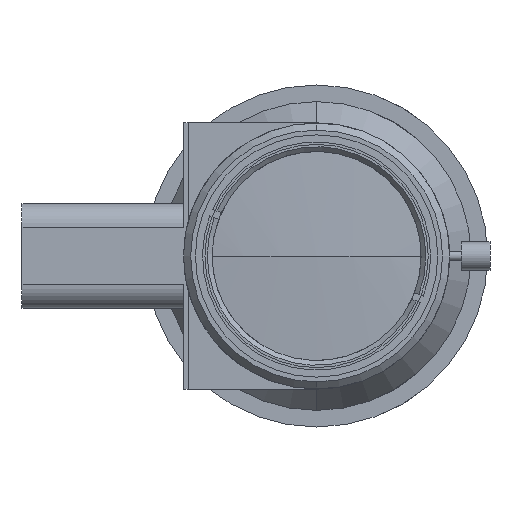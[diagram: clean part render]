
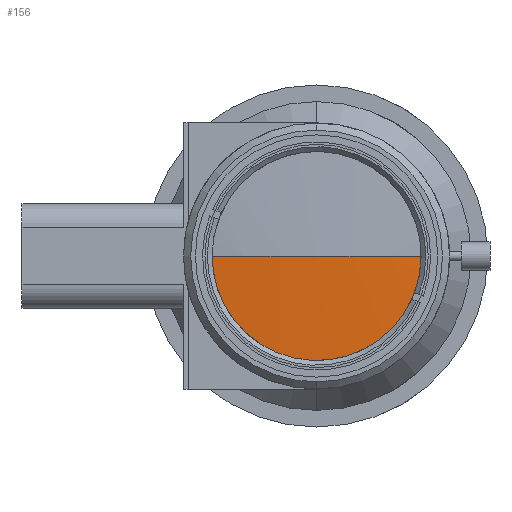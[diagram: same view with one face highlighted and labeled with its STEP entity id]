
A CAD part, left-side view. The second image highlights one B-rep face of the part: STEP entity #156.
In plain terms, the highlighted spherical face has radius 258.4 mm.
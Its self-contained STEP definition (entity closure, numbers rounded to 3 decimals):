
#156 = ADVANCED_FACE ( 'NONE', ( #7897 ), #8499, .T. ) ;
#1147 = DIRECTION ( 'NONE',  ( -1., 0., 0. ) ) ;
#1493 = CIRCLE ( 'NONE', #11046, 258.4 ) ;
#1857 = ORIENTED_EDGE ( 'NONE', *, *, #4459, .T. ) ;
#1893 = CARTESIAN_POINT ( 'NONE',  ( 1.026, 23., 0. ) ) ;
#2147 = ORIENTED_EDGE ( 'NONE', *, *, #11092, .T. ) ;
#2513 = EDGE_LOOP ( 'NONE', ( #2147, #1857, #3134 ) ) ;
#2617 = DIRECTION ( 'NONE',  ( 0., 1., 0. ) ) ;
#2993 = VERTEX_POINT ( 'NONE', #1893 ) ;
#3016 = CARTESIAN_POINT ( 'NONE',  ( 258.4, 0., 0. ) ) ;
#3134 = ORIENTED_EDGE ( 'NONE', *, *, #6496, .F. ) ;
#3996 = DIRECTION ( 'NONE',  ( 0., 1., 0. ) ) ;
#4162 = AXIS2_PLACEMENT_3D ( 'NONE', #3016, #9773, #3996 ) ;
#4459 = EDGE_CURVE ( 'NONE', #7460, #7613, #8330, .T. ) ;
#4513 = DIRECTION ( 'NONE',  ( 0., 0., -1. ) ) ;
#4739 = CIRCLE ( 'NONE', #5862, 23. ) ;
#5046 = CARTESIAN_POINT ( 'NONE',  ( 1.026, -23., 0. ) ) ;
#5625 = CARTESIAN_POINT ( 'NONE',  ( 258.4, 0., 0. ) ) ;
#5862 = AXIS2_PLACEMENT_3D ( 'NONE', #6927, #1147, #7902 ) ;
#6368 = AXIS2_PLACEMENT_3D ( 'NONE', #7430, #4513, #2617 ) ;
#6496 = EDGE_CURVE ( 'NONE', #2993, #7613, #1493, .T. ) ;
#6602 = DIRECTION ( 'NONE',  ( 1., 0., 0. ) ) ;
#6927 = CARTESIAN_POINT ( 'NONE',  ( 1.026, 0., 0. ) ) ;
#7430 = CARTESIAN_POINT ( 'NONE',  ( 258.4, 0., 0. ) ) ;
#7460 = VERTEX_POINT ( 'NONE', #5046 ) ;
#7613 = VERTEX_POINT ( 'NONE', #8213 ) ;
#7897 = FACE_OUTER_BOUND ( 'NONE', #2513, .T. ) ;
#7902 = DIRECTION ( 'NONE',  ( 0., 0., 1. ) ) ;
#8213 = CARTESIAN_POINT ( 'NONE',  ( 0., 0., 0. ) ) ;
#8330 = CIRCLE ( 'NONE', #4162, 258.4 ) ;
#8499 = SPHERICAL_SURFACE ( 'NONE', #6368, 258.4 ) ;
#9773 = DIRECTION ( 'NONE',  ( 0., 0., -1. ) ) ;
#11046 = AXIS2_PLACEMENT_3D ( 'NONE', #5625, #12353, #6602 ) ;
#11092 = EDGE_CURVE ( 'NONE', #2993, #7460, #4739, .T. ) ;
#12353 = DIRECTION ( 'NONE',  ( 0., 0., 1. ) ) ;
